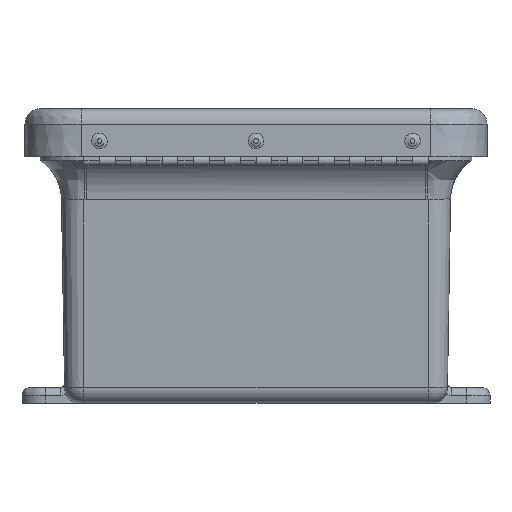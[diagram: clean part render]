
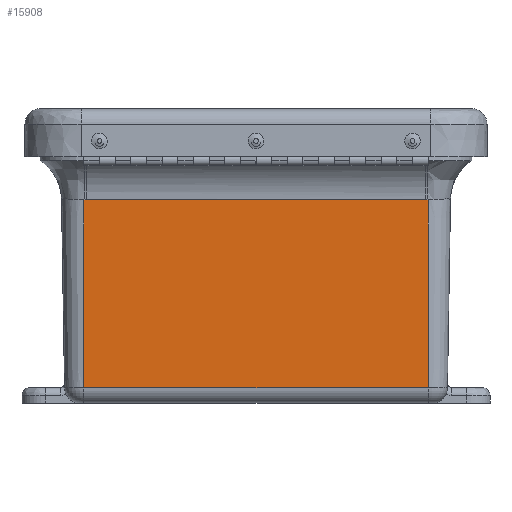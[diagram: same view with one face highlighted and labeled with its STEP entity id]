
A CAD part, left-side view. The second image highlights one B-rep face of the part: STEP entity #15908.
In plain terms, the highlighted planar face has unit normal (-1, 0, -0.016).
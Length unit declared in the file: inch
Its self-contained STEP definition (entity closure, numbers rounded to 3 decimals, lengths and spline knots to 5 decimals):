
#487 = ORIENTED_EDGE ( 'NONE', *, *, #27533, .F. ) ;
#2186 = B_SPLINE_CURVE_WITH_KNOTS ( 'NONE', 3,
 ( #13535, #13966, #39934, #20083 ),
 .UNSPECIFIED., .F., .F.,
 ( 4, 4 ),
 ( 0., 1. ),
 .UNSPECIFIED. ) ;
#3204 = EDGE_CURVE ( 'NONE', #41947, #31675, #34713, .T. ) ;
#3323 = VECTOR ( 'NONE', #13650, 39.37008 ) ;
#4310 = DIRECTION ( 'NONE',  ( 0.016, 0., -1. ) ) ;
#5422 = VECTOR ( 'NONE', #8940, 39.37008 ) ;
#5865 = EDGE_CURVE ( 'NONE', #8643, #23970, #2186, .T. ) ;
#8643 = VERTEX_POINT ( 'NONE', #12519 ) ;
#8940 = DIRECTION ( 'NONE',  ( -0.016, 0., 1. ) ) ;
#9464 = EDGE_CURVE ( 'NONE', #21450, #41947, #15180, .T. ) ;
#10636 = VERTEX_POINT ( 'NONE', #37040 ) ;
#11048 = CARTESIAN_POINT ( 'NONE',  ( -2.09733, 2.73404, -1.25189 ) ) ;
#12519 = CARTESIAN_POINT ( 'NONE',  ( -2.09733, -2.70741, -1.25204 ) ) ;
#13535 = CARTESIAN_POINT ( 'NONE',  ( -2.09733, -2.70741, -1.25204 ) ) ;
#13650 = DIRECTION ( 'NONE',  ( 0., 1., 0. ) ) ;
#13860 = AXIS2_PLACEMENT_3D ( 'NONE', #23818, #14480, #4310 ) ;
#13966 = CARTESIAN_POINT ( 'NONE',  ( -2.09733, -2.72072, -1.25204 ) ) ;
#14027 = ORIENTED_EDGE ( 'NONE', *, *, #9464, .F. ) ;
#14480 = DIRECTION ( 'NONE',  ( -1., 0., -0.016 ) ) ;
#14509 = CARTESIAN_POINT ( 'NONE',  ( -2.09733, 2.72073, -1.25204 ) ) ;
#14590 = CARTESIAN_POINT ( 'NONE',  ( -2.09733, 2.70741, -1.25204 ) ) ;
#15180 = LINE ( 'NONE', #25589, #5422 ) ;
#15908 = ADVANCED_FACE ( 'NONE', ( #28492 ), #30297, .T. ) ;
#16889 = CARTESIAN_POINT ( 'NONE',  ( -2.11742, -2.74735, -0.00196 ) ) ;
#20083 = CARTESIAN_POINT ( 'NONE',  ( -2.09734, -2.74735, -1.2516 ) ) ;
#20166 = EDGE_CURVE ( 'NONE', #8643, #31675, #35844, .T. ) ;
#20471 = CARTESIAN_POINT ( 'NONE',  ( -2.09734, -2.74735, -1.2516 ) ) ;
#21062 = VECTOR ( 'NONE', #26019, 39.37008 ) ;
#21450 = VERTEX_POINT ( 'NONE', #35358 ) ;
#23374 = ORIENTED_EDGE ( 'NONE', *, *, #3204, .F. ) ;
#23818 = CARTESIAN_POINT ( 'NONE',  ( -2.11742, 2.74735, -0.00196 ) ) ;
#23970 = VERTEX_POINT ( 'NONE', #20471 ) ;
#24507 = VECTOR ( 'NONE', #39669, 39.37008 ) ;
#25589 = CARTESIAN_POINT ( 'NONE',  ( -2.04514, 2.74735, -4.5 ) ) ;
#26019 = DIRECTION ( 'NONE',  ( 0., 1., 0. ) ) ;
#27533 = EDGE_CURVE ( 'NONE', #10636, #21450, #31466, .T. ) ;
#28492 = FACE_OUTER_BOUND ( 'NONE', #32137, .T. ) ;
#30297 = PLANE ( 'NONE',  #13860 ) ;
#30614 = CARTESIAN_POINT ( 'NONE',  ( -2.09734, 2.74735, -1.2516 ) ) ;
#30671 = ORIENTED_EDGE ( 'NONE', *, *, #31639, .T. ) ;
#31466 = LINE ( 'NONE', #33576, #3323 ) ;
#31639 = EDGE_CURVE ( 'NONE', #10636, #23970, #41440, .T. ) ;
#31675 = VERTEX_POINT ( 'NONE', #14590 ) ;
#32058 = ORIENTED_EDGE ( 'NONE', *, *, #5865, .F. ) ;
#32137 = EDGE_LOOP ( 'NONE', ( #487, #30671, #32058, #36544, #23374, #14027 ) ) ;
#32600 = CARTESIAN_POINT ( 'NONE',  ( -2.09733, 2.74735, -1.25204 ) ) ;
#33576 = CARTESIAN_POINT ( 'NONE',  ( -2.04909, 0., -4.25402 ) ) ;
#33725 = CARTESIAN_POINT ( 'NONE',  ( -2.09733, 2.70741, -1.25204 ) ) ;
#34659 = CARTESIAN_POINT ( 'NONE',  ( -2.09734, 2.74735, -1.2516 ) ) ;
#34713 = B_SPLINE_CURVE_WITH_KNOTS ( 'NONE', 3,
 ( #30614, #11048, #14509, #33725 ),
 .UNSPECIFIED., .F., .F.,
 ( 4, 4 ),
 ( 0., 1. ),
 .UNSPECIFIED. ) ;
#35358 = CARTESIAN_POINT ( 'NONE',  ( -2.04909, 2.74735, -4.25402 ) ) ;
#35844 = LINE ( 'NONE', #32600, #21062 ) ;
#36544 = ORIENTED_EDGE ( 'NONE', *, *, #20166, .T. ) ;
#37040 = CARTESIAN_POINT ( 'NONE',  ( -2.04909, -2.74735, -4.25402 ) ) ;
#39669 = DIRECTION ( 'NONE',  ( -0.016, 0., 1. ) ) ;
#39934 = CARTESIAN_POINT ( 'NONE',  ( -2.09733, -2.73403, -1.25189 ) ) ;
#41440 = LINE ( 'NONE', #16889, #24507 ) ;
#41947 = VERTEX_POINT ( 'NONE', #34659 ) ;
